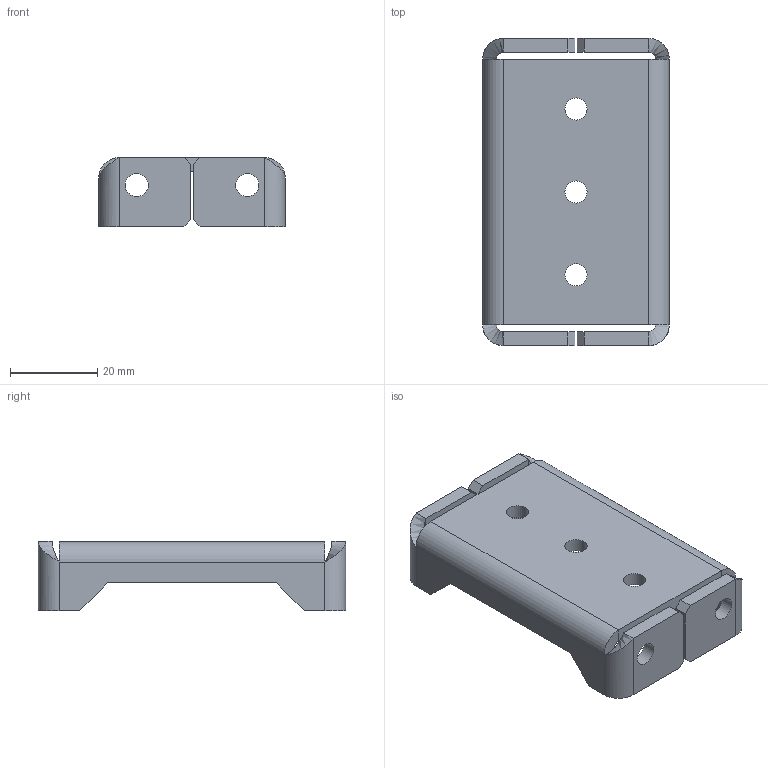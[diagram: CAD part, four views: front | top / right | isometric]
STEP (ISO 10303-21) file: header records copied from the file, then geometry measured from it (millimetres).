
FILE_DESCRIPTION (( 'STEP AP214' ), '1' );
FILE_NAME ('am-3961 AM14U4 2019 Side Bumper Bracket.STEP', '2018-09-11T20:55:33', ( '' ), ( '' ), 'SwSTEP 2.0', 'SolidWorks 2018', '' );
FILE_SCHEMA (( 'AUTOMOTIVE_DESIGN' ));
Length unit declared in the file: inch
Products named in the file (1): am-3961 AM14U4 2019 Side Bumper Bracket
Bounding box: 42.88 x 70.61 x 15.88 mm (x, y, z)
Volume: 14545 mm3; surface area: 10971.1 mm2
Topology: 1 solids, 1 shells, 77 faces, 180 edges, 105 vertices
Faces by surface type: plane 54, cylinder 19, bspline 4
Full cylindrical faces by diameter (mm): 5.105 x3, 5.334 x4
Entity records: 2354 total; most frequent: CARTESIAN_POINT 602, DIRECTION 340, ORIENTED_EDGE 340, EDGE_CURVE 170, LINE 132, VECTOR 132, AXIS2_PLACEMENT_3D 104, VERTEX_POINT 102
